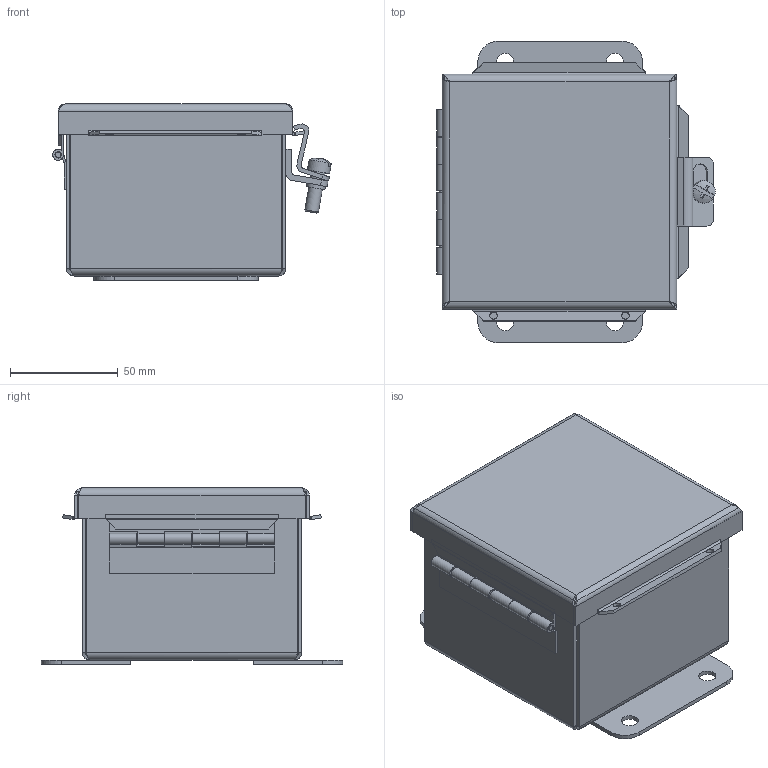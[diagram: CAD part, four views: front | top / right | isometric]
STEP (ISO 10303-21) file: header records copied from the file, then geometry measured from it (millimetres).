
FILE_DESCRIPTION(/* description */ ('JIC,CS,CONT HINGE,4X4X3'),/* implementation_level */ '2;1');
FILE_NAME(/* name */ 'B040403CH.stp',/* time_stamp */ '2021-10-23T15:45:07-05:00',/* author */ ('DN'),/* organization */ (''),/* preprocessor_version */ 'ST-DEVELOPER v18',/* originating_system */ 'Autodesk Inventor 2020',/* authorisation */ '');
FILE_SCHEMA (('AUTOMOTIVE_DESIGN { 1 0 10303 214 3 1 1 }'));
Length unit declared in the file: inch
Products named in the file (13): B040403CH; 3481; C1001; C1002; 372134; B_040403_BKP; 328129; 328119LH; 328119P; 328119TH; 316159; 38811; B_0404CH_LID
Assembly tree (14 placements, depth 3):
  B040403CH
    3481  x2
    C1001
    C1002
    372134
    B_040403_BKP
    328129
      328119LH
      328119P
      328119TH
    316159  x2
    38811
    B_0404CH_LID
Bounding box: 129.08 x 139.7 x 81.64 mm (x, y, z)
Volume: 138632.1 mm3; surface area: 164543.2 mm2
Topology: 13 solids, 13 shells, 336 faces, 802 edges, 495 vertices
Faces by surface type: plane 225, cylinder 71, bspline 34, sphere 2, cone 2, torus 2
Full cylindrical faces by diameter (mm): 2.54 x1, 2.957 x6, 3.556 x2, 4.826 x1, 4.978 x1, 6.35 x2, 7.874 x4, 8.738 x1, 10.402 x1
Entity records: 10424 total; most frequent: CARTESIAN_POINT 2535, ORIENTED_EDGE 1496, DIRECTION 1409, EDGE_CURVE 748, LINE 559, VECTOR 559, VERTEX_POINT 459, AXIS2_PLACEMENT_3D 425
